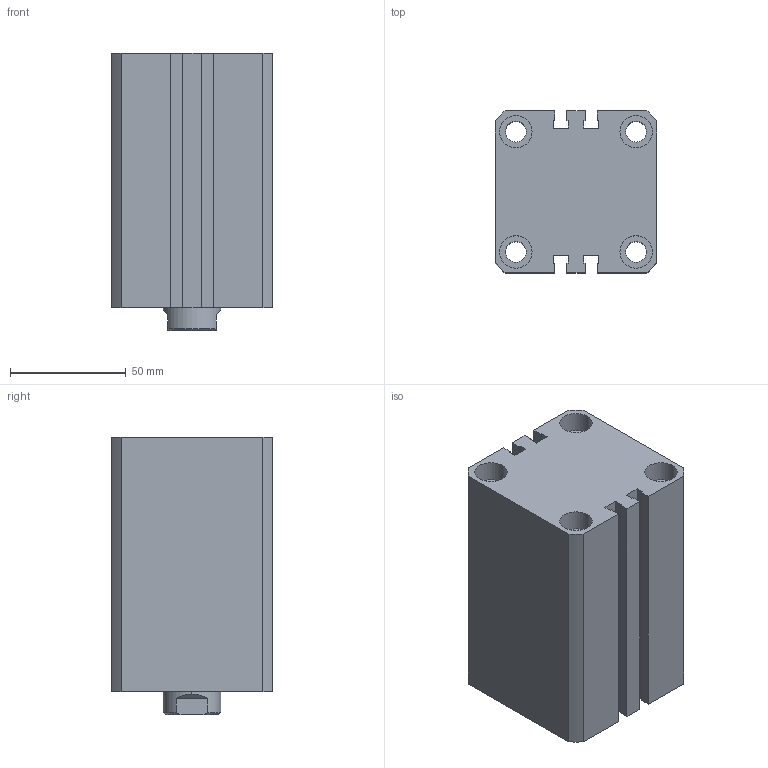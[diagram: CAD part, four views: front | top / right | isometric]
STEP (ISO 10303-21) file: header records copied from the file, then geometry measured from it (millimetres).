
FILE_DESCRIPTION (( 'STEP AP203' ), '1' );
FILE_NAME ('HTM-SD40-40N.STEP', '2019-10-10T05:53:52', ( '微软用户' ), ( '微软中国' ), 'SwSTEP 2.0', 'SolidWorks 2012', '' );
FILE_SCHEMA (( 'CONFIG_CONTROL_DESIGN' ));
Length unit declared in the file: millimetre
Products named in the file (3): HTM-SD40-40N; HTM-SD40-40N活塞杆; HTM-SD40-40掛极
Assembly tree (2 placements, depth 2):
  HTM-SD40-40N
    HTM-SD40-40掛极
    HTM-SD40-40N活塞杆
Bounding box: 70 x 70 x 120 mm (x, y, z)
Volume: 449571.9 mm3; surface area: 86923.3 mm2
Topology: 2 solids, 2 shells, 113 faces, 276 edges, 181 vertices
Faces by surface type: plane 59, cylinder 42, cone 8, torus 4
Entity records: 3655 total; most frequent: DIRECTION 604, CARTESIAN_POINT 597, ORIENTED_EDGE 548, EDGE_CURVE 274, AXIS2_PLACEMENT_3D 220, VERTEX_POINT 181, LINE 164, VECTOR 164
